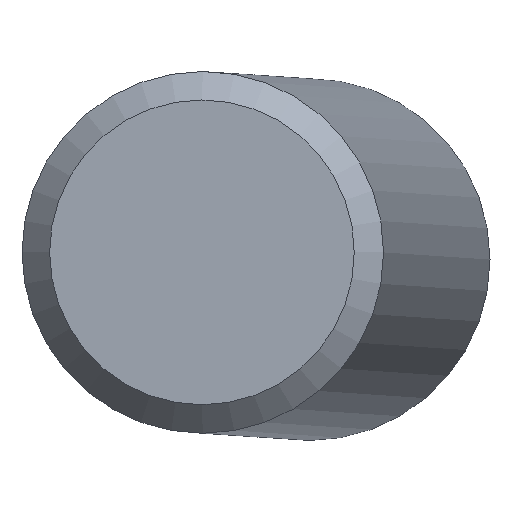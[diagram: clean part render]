
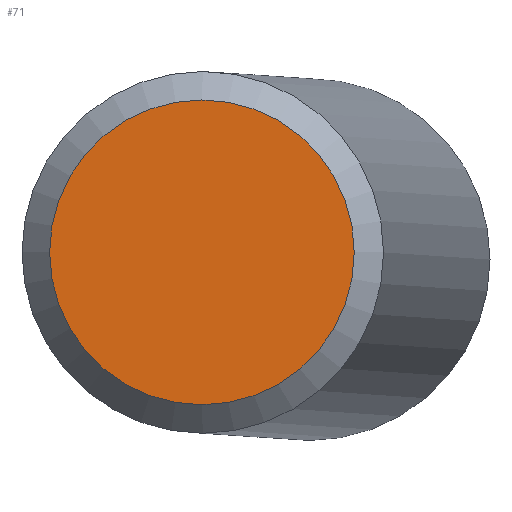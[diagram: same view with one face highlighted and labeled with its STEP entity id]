
A CAD part, left-side view. The second image highlights one B-rep face of the part: STEP entity #71.
In plain terms, the highlighted planar face has unit normal (-1, 0.03, 0.002).
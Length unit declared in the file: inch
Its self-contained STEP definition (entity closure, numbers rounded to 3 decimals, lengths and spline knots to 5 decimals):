
#25=FACE_OUTER_BOUND('',#30,.T.);
#30=EDGE_LOOP('',(#53));
#35=CIRCLE('',#92,0.10531);
#40=VERTEX_POINT('',#129);
#45=EDGE_CURVE('',#40,#40,#35,.T.);
#53=ORIENTED_EDGE('',*,*,#45,.F.);
#69=PLANE('',#91);
#71=ADVANCED_FACE('',(#25),#69,.T.);
#91=AXIS2_PLACEMENT_3D('',#128,#105,#106);
#92=AXIS2_PLACEMENT_3D('',#130,#107,#108);
#105=DIRECTION('center_axis',(-1.,0.03,0.002));
#106=DIRECTION('ref_axis',(0.002,0.,1.));
#107=DIRECTION('center_axis',(1.,-0.03,-0.002));
#108=DIRECTION('ref_axis',(0.03,1.,0.));
#128=CARTESIAN_POINT('Origin',(12.62972,243.42285,128.83259));
#129=CARTESIAN_POINT('',(12.62718,243.35152,128.62983));
#130=CARTESIAN_POINT('Origin',(12.63033,243.45678,128.62983));
